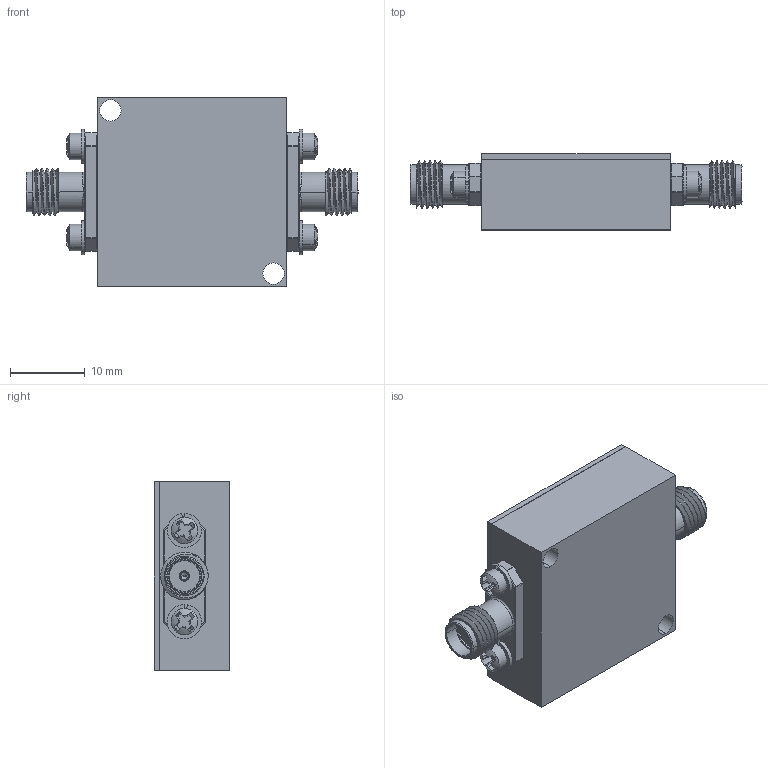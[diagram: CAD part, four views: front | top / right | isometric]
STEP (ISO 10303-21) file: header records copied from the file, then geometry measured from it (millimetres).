
FILE_DESCRIPTION (( 'STEP AP214' ), '1' );
FILE_NAME ('3D_STEP_LM-100M18-2D5W-12DBM-SFF.STEP', '2024-05-07T13:53:02', ( '' ), ( '' ), 'SwSTEP 2.0', 'SolidWorks 2023', '' );
FILE_SCHEMA (( 'AUTOMOTIVE_DESIGN' ));
Length unit declared in the file: inch
Products named in the file (21): 3 Mil Ribbon Bond (3); PL45-172 CLA4601 PIN DIODE MDH; PL75-509 RF Feedthru 12-MiL-Pin MDH_HA-2940; PL55-983 TGL2217 VPIN LILITER MDH_TGL2217; 3 Mil Ribbon Bond (4); PL45-024 CLA4609 PIN DIODE MDH; 26248725 - RF Cover DMH; PL256-P3-16FI 2-56 Phillips Fillister Screw  0.1875 MDH_91737A047; PL256-SW 2-56 Split Lock Washer (UNBENT) EMP; 3 Mil Ribbon Bond (2); PL100-196 40GHz STRESS RELIEF TAB .012 PIN MDH; Low Temp Solder; PL080-P1_8F 0-80 FLATHEAD P125 MDH_91771A052; PL25-255 200pF Cap. (CSM-200-15X15X8-G-201-M) EMP; 26148724 - Housing DMH; PL80-099 SMA 12-Mil-Pin .625 FLANG .481 MOUNT CONNECTOR MDH_PL80-099; PL500-1250 HEAT SPREADER 55X25X20 MDH; AuSn Solder; 3 Mil Ribbon Bond (1); 3D_STEP_LM-100M18-2D5W-12DBM-SFF; 26634281 - Substrate (Rev A1)
Assembly tree (54 placements, depth 2):
  3D_STEP_LM-100M18-2D5W-12DBM-SFF
    PL080-P1_8F 0-80 FLATHEAD P125 MDH_91771A052  x14
    26148724 - Housing DMH
    26248725 - RF Cover DMH
    3 Mil Ribbon Bond (1)  x6
    3 Mil Ribbon Bond (2)
    3 Mil Ribbon Bond (3)
    3 Mil Ribbon Bond (4)  x4
    PL100-196 40GHz STRESS RELIEF TAB .012 PIN MDH  x2
    26634281 - Substrate (Rev A1)
    PL25-255 200pF Cap. (CSM-200-15X15X8-G-201-M) EMP  x2
    PL55-983 TGL2217 VPIN LILITER MDH_TGL2217
    PL500-1250 HEAT SPREADER 55X25X20 MDH  x2
    PL45-024 CLA4609 PIN DIODE MDH
    AuSn Solder  x2
    Low Temp Solder  x2
    PL45-172 CLA4601 PIN DIODE MDH
    PL75-509 RF Feedthru 12-MiL-Pin MDH_HA-2940  x2
    PL80-099 SMA 12-Mil-Pin .625 FLANG .481 MOUNT CONNECTOR MDH_PL80-099  x2
    PL256-P3-16FI 2-56 Phillips Fillister Screw  0.1875 MDH_91737A047  x4
    PL256-SW 2-56 Split Lock Washer (UNBENT) EMP  x4
Bounding box: 44.45 x 10.16 x 25.4 mm (x, y, z)
Volume: 6765.9 mm3; surface area: 6509.6 mm2
Topology: 66 solids, 66 shells, 1806 faces, 4465 edges, 2808 vertices
Faces by surface type: plane 928, cylinder 402, cone 184, bspline 152, torus 96, sphere 44
Entity records: 41213 total; most frequent: CARTESIAN_POINT 14858, ORIENTED_EDGE 5264, DIRECTION 5090, EDGE_CURVE 2632, AXIS2_PLACEMENT_3D 1750, VERTEX_POINT 1698, LINE 1590, VECTOR 1590
